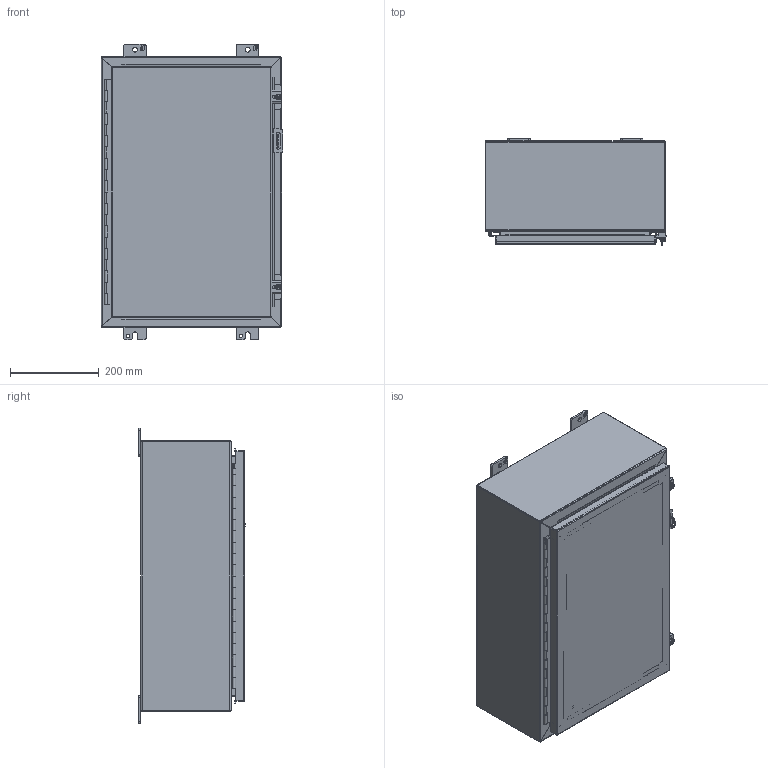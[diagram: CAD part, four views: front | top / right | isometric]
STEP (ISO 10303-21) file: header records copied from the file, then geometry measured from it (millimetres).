
FILE_DESCRIPTION (( 'STEP AP214' ), '1' );
FILE_NAME ('1418H8.STEP', '2019-10-30T16:03:44', ( '' ), ( '' ), 'SwSTEP 2.0', 'SolidWorks 2019', '' );
FILE_SCHEMA (( 'AUTOMOTIVE_DESIGN' ));
Length unit declared in the file: inch
Products named in the file (1): 1418H8
Bounding box: 409.57 x 239.7 x 666.75 mm (x, y, z)
Volume: 2588030 mm3; surface area: 2653500.1 mm2
Topology: 38 solids, 38 shells, 996 faces, 2502 edges, 1605 vertices
Faces by surface type: plane 683, cylinder 259, bspline 40, sphere 8, cone 6
Full cylindrical faces by diameter (mm): 3.175 x1, 4.763 x1, 5.41 x2, 6.198 x2, 6.35 x2, 6.731 x2, 7.137 x2, 7.805 x2, 7.937 x2, 7.938 x2, 8.382 x4, 9.525 x4, 9.906 x2, 11.112 x2, 11.113 x2, 11.303 x2, 12.7 x6, 16.51 x4, 25.4 x2
Entity records: 44208 total; most frequent: CARTESIAN_POINT 7856, ORIENTED_EDGE 4864, DIRECTION 4699, EDGE_CURVE 2432, LINE 1859, VECTOR 1859, VERTEX_POINT 1605, AXIS2_PLACEMENT_3D 1420
